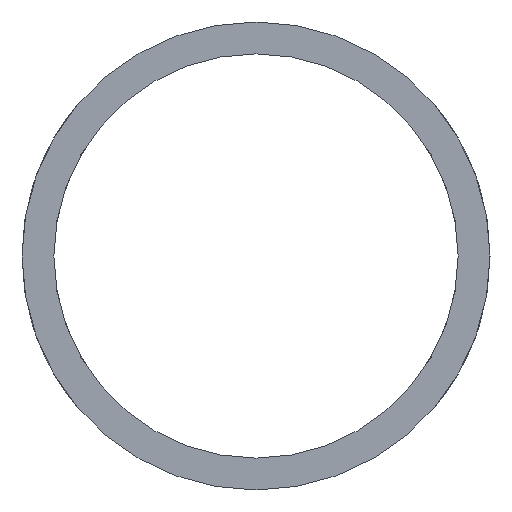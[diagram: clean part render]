
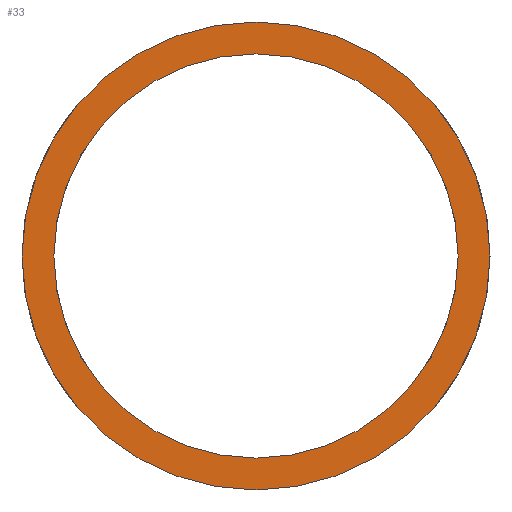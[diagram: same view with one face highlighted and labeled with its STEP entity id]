
A CAD part, front view. The second image highlights one B-rep face of the part: STEP entity #33.
In plain terms, the highlighted planar face has unit normal (0, -1, 0).
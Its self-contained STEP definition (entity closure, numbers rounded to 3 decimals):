
#9 = AXIS2_PLACEMENT_3D ( 'NONE', #872, #342, #503 ) ;
#33 = ADVANCED_FACE ( 'NONE', ( #914, #234 ), #536, .F. ) ;
#47 = AXIS2_PLACEMENT_3D ( 'NONE', #744, #64, #754 ) ;
#64 = DIRECTION ( 'NONE',  ( 0., 1., 0. ) ) ;
#100 = DIRECTION ( 'NONE',  ( 0., 1., 0. ) ) ;
#142 = CIRCLE ( 'NONE', #655, 9.5 ) ;
#153 = CARTESIAN_POINT ( 'NONE',  ( 9.5, -12., 0. ) ) ;
#172 = ORIENTED_EDGE ( 'NONE', *, *, #425, .F. ) ;
#218 = DIRECTION ( 'NONE',  ( -1., 0., 0. ) ) ;
#234 = FACE_OUTER_BOUND ( 'NONE', #479, .T. ) ;
#250 = ORIENTED_EDGE ( 'NONE', *, *, #936, .F. ) ;
#276 = CARTESIAN_POINT ( 'NONE',  ( -11., -12., 0. ) ) ;
#310 = CIRCLE ( 'NONE', #9, 11. ) ;
#338 = DIRECTION ( 'NONE',  ( -1., 0., 0. ) ) ;
#342 = DIRECTION ( 'NONE',  ( 0., 1., 0. ) ) ;
#349 = EDGE_CURVE ( 'NONE', #971, #612, #142, .T. ) ;
#425 = EDGE_CURVE ( 'NONE', #780, #855, #310, .T. ) ;
#479 = EDGE_LOOP ( 'NONE', ( #172, #250 ) ) ;
#503 = DIRECTION ( 'NONE',  ( -1., 0., 0. ) ) ;
#512 = EDGE_CURVE ( 'NONE', #612, #971, #905, .T. ) ;
#515 = CARTESIAN_POINT ( 'NONE',  ( 11., -12., 0. ) ) ;
#536 = PLANE ( 'NONE',  #626 ) ;
#542 = DIRECTION ( 'NONE',  ( 0., 1., 0. ) ) ;
#562 = EDGE_LOOP ( 'NONE', ( #631, #932 ) ) ;
#573 = DIRECTION ( 'NONE',  ( 0., 1., 0. ) ) ;
#612 = VERTEX_POINT ( 'NONE', #153 ) ;
#626 = AXIS2_PLACEMENT_3D ( 'NONE', #684, #542, #218 ) ;
#631 = ORIENTED_EDGE ( 'NONE', *, *, #512, .T. ) ;
#655 = AXIS2_PLACEMENT_3D ( 'NONE', #721, #100, #338 ) ;
#684 = CARTESIAN_POINT ( 'NONE',  ( 0., -12., 0. ) ) ;
#713 = AXIS2_PLACEMENT_3D ( 'NONE', #885, #573, #798 ) ;
#721 = CARTESIAN_POINT ( 'NONE',  ( 0., -12., 0. ) ) ;
#744 = CARTESIAN_POINT ( 'NONE',  ( 0., -12., 0. ) ) ;
#754 = DIRECTION ( 'NONE',  ( -1., 0., 0. ) ) ;
#780 = VERTEX_POINT ( 'NONE', #515 ) ;
#798 = DIRECTION ( 'NONE',  ( -1., 0., 0. ) ) ;
#805 = CIRCLE ( 'NONE', #713, 11. ) ;
#855 = VERTEX_POINT ( 'NONE', #276 ) ;
#872 = CARTESIAN_POINT ( 'NONE',  ( 0., -12., 0. ) ) ;
#885 = CARTESIAN_POINT ( 'NONE',  ( 0., -12., 0. ) ) ;
#905 = CIRCLE ( 'NONE', #47, 9.5 ) ;
#914 = FACE_BOUND ( 'NONE', #562, .T. ) ;
#932 = ORIENTED_EDGE ( 'NONE', *, *, #349, .T. ) ;
#936 = EDGE_CURVE ( 'NONE', #855, #780, #805, .T. ) ;
#953 = CARTESIAN_POINT ( 'NONE',  ( -9.5, -12., 0. ) ) ;
#971 = VERTEX_POINT ( 'NONE', #953 ) ;
